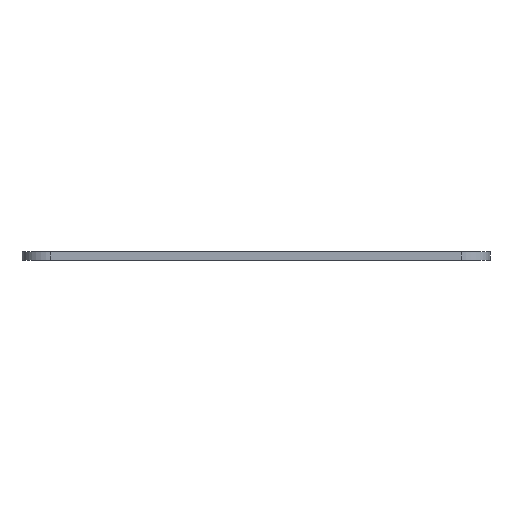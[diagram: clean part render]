
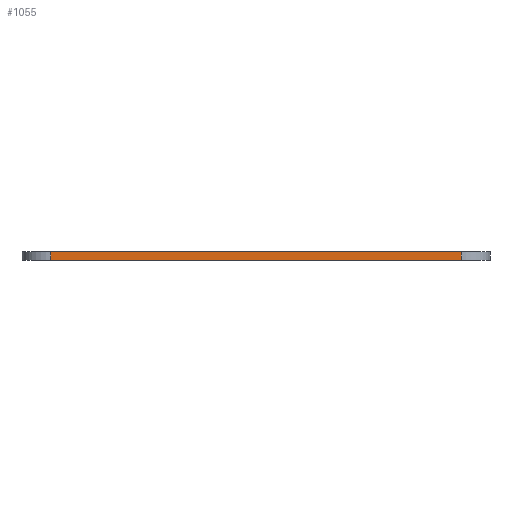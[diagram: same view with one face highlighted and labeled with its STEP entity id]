
A CAD part, front view. The second image highlights one B-rep face of the part: STEP entity #1055.
In plain terms, the highlighted planar face has unit normal (0, -1, 0).
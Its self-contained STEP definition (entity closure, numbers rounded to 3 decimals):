
#36=PLANE('',#1150);
#69=FACE_OUTER_BOUND('',#132,.T.);
#132=EDGE_LOOP('',(#785,#786,#787,#788));
#195=LINE('',#1555,#303);
#225=LINE('',#1662,#333);
#226=LINE('',#1665,#334);
#227=LINE('',#1666,#335);
#303=VECTOR('',#1239,10.);
#333=VECTOR('',#1323,10.);
#334=VECTOR('',#1326,10.);
#335=VECTOR('',#1327,10.);
#460=VERTEX_POINT('',#1552);
#461=VERTEX_POINT('',#1554);
#511=VERTEX_POINT('',#1660);
#512=VERTEX_POINT('',#1664);
#566=EDGE_CURVE('',#460,#461,#195,.T.);
#620=EDGE_CURVE('',#461,#511,#225,.T.);
#621=EDGE_CURVE('',#512,#460,#226,.T.);
#622=EDGE_CURVE('',#511,#512,#227,.T.);
#785=ORIENTED_EDGE('',*,*,#620,.F.);
#786=ORIENTED_EDGE('',*,*,#566,.F.);
#787=ORIENTED_EDGE('',*,*,#621,.F.);
#788=ORIENTED_EDGE('',*,*,#622,.F.);
#1055=ADVANCED_FACE('',(#69),#36,.T.);
#1150=AXIS2_PLACEMENT_3D('',#1663,#1324,#1325);
#1239=DIRECTION('',(-1.,0.,0.));
#1323=DIRECTION('',(0.,0.,1.));
#1324=DIRECTION('center_axis',(0.,-1.,0.));
#1325=DIRECTION('ref_axis',(1.,0.,0.));
#1326=DIRECTION('',(0.,0.,-1.));
#1327=DIRECTION('',(1.,0.,0.));
#1552=CARTESIAN_POINT('',(64.887,-86.919,0.));
#1554=CARTESIAN_POINT('',(-6.813,-86.919,0.));
#1555=CARTESIAN_POINT('',(69.887,-86.919,0.));
#1660=CARTESIAN_POINT('',(-6.813,-86.919,1.5));
#1662=CARTESIAN_POINT('',(-6.813,-86.919,0.));
#1663=CARTESIAN_POINT('Origin',(-11.813,-86.919,0.));
#1664=CARTESIAN_POINT('',(64.887,-86.919,1.5));
#1665=CARTESIAN_POINT('',(64.887,-86.919,0.));
#1666=CARTESIAN_POINT('',(69.887,-86.919,1.5));
